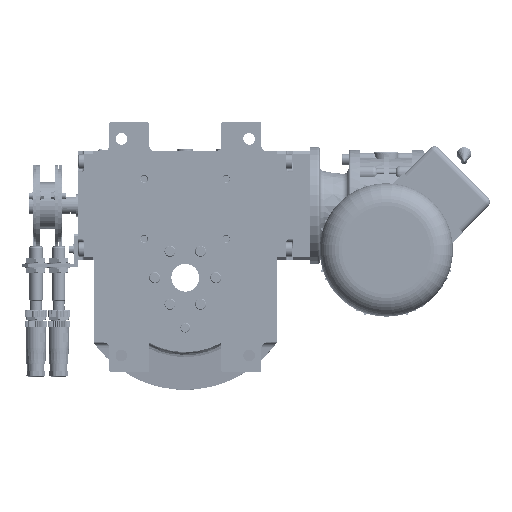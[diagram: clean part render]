
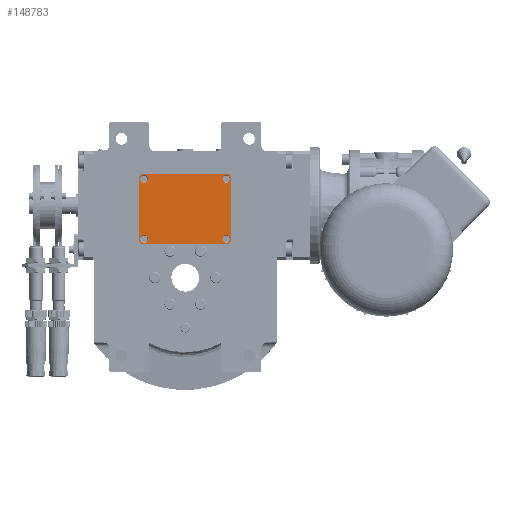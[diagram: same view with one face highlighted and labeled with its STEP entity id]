
A CAD part, front view. The second image highlights one B-rep face of the part: STEP entity #148783.
In plain terms, the highlighted face is planar.
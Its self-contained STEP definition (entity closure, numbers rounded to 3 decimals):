
#2327 = LINE ( 'NONE', #164853, #46910 ) ;
#3530 = DIRECTION ( 'NONE',  ( 0., -1., 0. ) ) ;
#4167 = DIRECTION ( 'NONE',  ( 0.707, 0.707, 0. ) ) ;
#4553 = VECTOR ( 'NONE', #4167, 1000. ) ;
#4635 = CARTESIAN_POINT ( 'NONE',  ( -41.5, -29.5, 3. ) ) ;
#6207 = CARTESIAN_POINT ( 'NONE',  ( 37., 27., 3. ) ) ;
#7731 = ORIENTED_EDGE ( 'NONE', *, *, #91662, .F. ) ;
#10102 = ORIENTED_EDGE ( 'NONE', *, *, #11522, .T. ) ;
#11522 = EDGE_CURVE ( 'NONE', #131639, #122499, #2327, .T. ) ;
#15025 = CARTESIAN_POINT ( 'NONE',  ( 33.5, -27., 3. ) ) ;
#15278 = DIRECTION ( 'NONE',  ( 0., 0., 1. ) ) ;
#15505 = DIRECTION ( 'NONE',  ( -1., 0., 0. ) ) ;
#15609 = LINE ( 'NONE', #135751, #111635 ) ;
#15728 = CARTESIAN_POINT ( 'NONE',  ( -33.5, -27., 3. ) ) ;
#15749 = VERTEX_POINT ( 'NONE', #80171 ) ;
#16139 = AXIS2_PLACEMENT_3D ( 'NONE', #136290, #15278, #69137 ) ;
#16480 = VERTEX_POINT ( 'NONE', #160595 ) ;
#17195 = EDGE_CURVE ( 'NONE', #147636, #169550, #133290, .T. ) ;
#17904 = ORIENTED_EDGE ( 'NONE', *, *, #50349, .T. ) ;
#18714 = ORIENTED_EDGE ( 'NONE', *, *, #123611, .T. ) ;
#19071 = VECTOR ( 'NONE', #89158, 1000. ) ;
#21657 = ORIENTED_EDGE ( 'NONE', *, *, #22069, .T. ) ;
#22069 = EDGE_CURVE ( 'NONE', #15749, #47331, #15609, .T. ) ;
#22079 = EDGE_CURVE ( 'NONE', #44389, #82683, #145588, .T. ) ;
#23730 = CARTESIAN_POINT ( 'NONE',  ( -39.5, 31.5, 3. ) ) ;
#25134 = CIRCLE ( 'NONE', #174666, 3.5 ) ;
#26451 = CARTESIAN_POINT ( 'NONE',  ( -37., 27., 3. ) ) ;
#27221 = DIRECTION ( 'NONE',  ( 0., 1., 0. ) ) ;
#27950 = EDGE_CURVE ( 'NONE', #82683, #44389, #25134, .T. ) ;
#28170 = FACE_BOUND ( 'NONE', #54532, .T. ) ;
#29575 = ORIENTED_EDGE ( 'NONE', *, *, #132417, .F. ) ;
#29642 = DIRECTION ( 'NONE',  ( 0., 0., 1. ) ) ;
#39609 = AXIS2_PLACEMENT_3D ( 'NONE', #96136, #174814, #148300 ) ;
#41379 = VERTEX_POINT ( 'NONE', #84542 ) ;
#41471 = EDGE_CURVE ( 'NONE', #123205, #137464, #90747, .T. ) ;
#42264 = PLANE ( 'NONE',  #39609 ) ;
#43690 = AXIS2_PLACEMENT_3D ( 'NONE', #26451, #54673, #174829 ) ;
#44389 = VERTEX_POINT ( 'NONE', #124495 ) ;
#45204 = VERTEX_POINT ( 'NONE', #56733 ) ;
#46546 = CARTESIAN_POINT ( 'NONE',  ( 33.5, 27., 3. ) ) ;
#46767 = LINE ( 'NONE', #60024, #132307 ) ;
#46910 = VECTOR ( 'NONE', #110947, 1000. ) ;
#47096 = ORIENTED_EDGE ( 'NONE', *, *, #126407, .F. ) ;
#47331 = VERTEX_POINT ( 'NONE', #23730 ) ;
#47564 = DIRECTION ( 'NONE',  ( 1., 0., 0. ) ) ;
#49728 = EDGE_CURVE ( 'NONE', #45204, #84286, #137457, .T. ) ;
#50349 = EDGE_CURVE ( 'NONE', #47331, #69045, #171305, .T. ) ;
#50772 = ORIENTED_EDGE ( 'NONE', *, *, #27950, .F. ) ;
#54532 = EDGE_LOOP ( 'NONE', ( #63937, #50772 ) ) ;
#54673 = DIRECTION ( 'NONE',  ( 0., 0., 1. ) ) ;
#55811 = EDGE_LOOP ( 'NONE', ( #56614, #29575 ) ) ;
#56392 = FACE_BOUND ( 'NONE', #93407, .T. ) ;
#56614 = ORIENTED_EDGE ( 'NONE', *, *, #17195, .F. ) ;
#56733 = CARTESIAN_POINT ( 'NONE',  ( -33.5, 27., 3. ) ) ;
#57114 = DIRECTION ( 'NONE',  ( -1., 0., 0. ) ) ;
#60024 = CARTESIAN_POINT ( 'NONE',  ( -41.5, 29.5, 3. ) ) ;
#60027 = CIRCLE ( 'NONE', #85511, 3.5 ) ;
#63937 = ORIENTED_EDGE ( 'NONE', *, *, #22079, .F. ) ;
#69045 = VERTEX_POINT ( 'NONE', #127373 ) ;
#69137 = DIRECTION ( 'NONE',  ( 1., 0., 0. ) ) ;
#69520 = EDGE_CURVE ( 'NONE', #122499, #41379, #114685, .T. ) ;
#69549 = LINE ( 'NONE', #125175, #4553 ) ;
#72957 = DIRECTION ( 'NONE',  ( -0.707, 0.707, 0. ) ) ;
#75851 = EDGE_LOOP ( 'NONE', ( #93212, #112491, #21657, #17904, #92123, #10102, #106651, #18714 ) ) ;
#77383 = CARTESIAN_POINT ( 'NONE',  ( 37., 27., 3. ) ) ;
#77876 = CARTESIAN_POINT ( 'NONE',  ( -40.5, -27., 3. ) ) ;
#80171 = CARTESIAN_POINT ( 'NONE',  ( 39.5, 31.5, 3. ) ) ;
#81008 = VECTOR ( 'NONE', #27221, 1000. ) ;
#81072 = LINE ( 'NONE', #101693, #81008 ) ;
#82683 = VERTEX_POINT ( 'NONE', #15025 ) ;
#84286 = VERTEX_POINT ( 'NONE', #159769 ) ;
#84329 = DIRECTION ( 'NONE',  ( 1., 0., 0. ) ) ;
#84542 = CARTESIAN_POINT ( 'NONE',  ( 39.5, -31.5, 3. ) ) ;
#85511 = AXIS2_PLACEMENT_3D ( 'NONE', #166736, #136710, #96087 ) ;
#85875 = CARTESIAN_POINT ( 'NONE',  ( 41.5, 29.5, 3. ) ) ;
#86077 = CARTESIAN_POINT ( 'NONE',  ( -37., -27., 3. ) ) ;
#89158 = DIRECTION ( 'NONE',  ( -0.707, -0.707, 0. ) ) ;
#89756 = DIRECTION ( 'NONE',  ( 1., 0., 0. ) ) ;
#90747 = CIRCLE ( 'NONE', #155580, 3.5 ) ;
#91662 = EDGE_CURVE ( 'NONE', #84286, #45204, #150870, .T. ) ;
#92123 = ORIENTED_EDGE ( 'NONE', *, *, #171863, .T. ) ;
#92279 = CIRCLE ( 'NONE', #160000, 3.5 ) ;
#93212 = ORIENTED_EDGE ( 'NONE', *, *, #107528, .T. ) ;
#93407 = EDGE_LOOP ( 'NONE', ( #103423, #47096 ) ) ;
#95019 = CARTESIAN_POINT ( 'NONE',  ( 37., -27., 3. ) ) ;
#96087 = DIRECTION ( 'NONE',  ( -1., 0., 0. ) ) ;
#96136 = CARTESIAN_POINT ( 'NONE',  ( 0., 0., 3. ) ) ;
#97005 = FACE_BOUND ( 'NONE', #55811, .T. ) ;
#97734 = CARTESIAN_POINT ( 'NONE',  ( 37., -27., 3. ) ) ;
#98082 = DIRECTION ( 'NONE',  ( -1., 0., 0. ) ) ;
#101059 = DIRECTION ( 'NONE',  ( 0., 0., 1. ) ) ;
#101693 = CARTESIAN_POINT ( 'NONE',  ( 41.5, -29.5, 3. ) ) ;
#103423 = ORIENTED_EDGE ( 'NONE', *, *, #41471, .F. ) ;
#106651 = ORIENTED_EDGE ( 'NONE', *, *, #69520, .T. ) ;
#107528 = EDGE_CURVE ( 'NONE', #16480, #168226, #81072, .T. ) ;
#108514 = FACE_BOUND ( 'NONE', #148543, .T. ) ;
#110947 = DIRECTION ( 'NONE',  ( 0.707, -0.707, 0. ) ) ;
#111635 = VECTOR ( 'NONE', #57114, 1000. ) ;
#111834 = DIRECTION ( 'NONE',  ( 1., 0., 0. ) ) ;
#112491 = ORIENTED_EDGE ( 'NONE', *, *, #113275, .T. ) ;
#113275 = EDGE_CURVE ( 'NONE', #168226, #15749, #134885, .T. ) ;
#114541 = AXIS2_PLACEMENT_3D ( 'NONE', #97734, #151610, #111834 ) ;
#114685 = LINE ( 'NONE', #168586, #160910 ) ;
#122499 = VERTEX_POINT ( 'NONE', #161656 ) ;
#123205 = VERTEX_POINT ( 'NONE', #165579 ) ;
#123611 = EDGE_CURVE ( 'NONE', #41379, #16480, #69549, .T. ) ;
#124495 = CARTESIAN_POINT ( 'NONE',  ( 40.5, -27., 3. ) ) ;
#124723 = ORIENTED_EDGE ( 'NONE', *, *, #49728, .F. ) ;
#125175 = CARTESIAN_POINT ( 'NONE',  ( 39.5, -31.5, 3. ) ) ;
#126407 = EDGE_CURVE ( 'NONE', #137464, #123205, #92279, .T. ) ;
#127373 = CARTESIAN_POINT ( 'NONE',  ( -41.5, 29.5, 3. ) ) ;
#131639 = VERTEX_POINT ( 'NONE', #4635 ) ;
#132307 = VECTOR ( 'NONE', #3530, 1000. ) ;
#132417 = EDGE_CURVE ( 'NONE', #169550, #147636, #60027, .T. ) ;
#133290 = CIRCLE ( 'NONE', #155848, 3.5 ) ;
#134885 = LINE ( 'NONE', #139239, #173165 ) ;
#135751 = CARTESIAN_POINT ( 'NONE',  ( 39.5, 31.5, 3. ) ) ;
#136290 = CARTESIAN_POINT ( 'NONE',  ( -37., 27., 3. ) ) ;
#136710 = DIRECTION ( 'NONE',  ( 0., 0., 1. ) ) ;
#137457 = CIRCLE ( 'NONE', #16139, 3.5 ) ;
#137464 = VERTEX_POINT ( 'NONE', #46546 ) ;
#139239 = CARTESIAN_POINT ( 'NONE',  ( 41.5, 29.5, 3. ) ) ;
#145588 = CIRCLE ( 'NONE', #114541, 3.5 ) ;
#146263 = DIRECTION ( 'NONE',  ( 0., 0., 1. ) ) ;
#147636 = VERTEX_POINT ( 'NONE', #15728 ) ;
#148300 = DIRECTION ( 'NONE',  ( 1., 0., 0. ) ) ;
#148543 = EDGE_LOOP ( 'NONE', ( #124723, #7731 ) ) ;
#148783 = ADVANCED_FACE ( 'NONE', ( #150879, #56392, #108514, #28170, #97005 ), #42264, .T. ) ;
#150870 = CIRCLE ( 'NONE', #43690, 3.5 ) ;
#150879 = FACE_OUTER_BOUND ( 'NONE', #75851, .T. ) ;
#151610 = DIRECTION ( 'NONE',  ( 0., 0., 1. ) ) ;
#155580 = AXIS2_PLACEMENT_3D ( 'NONE', #77383, #146263, #89756 ) ;
#155848 = AXIS2_PLACEMENT_3D ( 'NONE', #86077, #101059, #84329 ) ;
#159769 = CARTESIAN_POINT ( 'NONE',  ( -40.5, 27., 3. ) ) ;
#160000 = AXIS2_PLACEMENT_3D ( 'NONE', #6207, #167836, #98082 ) ;
#160595 = CARTESIAN_POINT ( 'NONE',  ( 41.5, -29.5, 3. ) ) ;
#160910 = VECTOR ( 'NONE', #47564, 1000. ) ;
#161656 = CARTESIAN_POINT ( 'NONE',  ( -39.5, -31.5, 3. ) ) ;
#164853 = CARTESIAN_POINT ( 'NONE',  ( -41.5, -29.5, 3. ) ) ;
#165579 = CARTESIAN_POINT ( 'NONE',  ( 40.5, 27., 3. ) ) ;
#166736 = CARTESIAN_POINT ( 'NONE',  ( -37., -27., 3. ) ) ;
#167836 = DIRECTION ( 'NONE',  ( 0., 0., 1. ) ) ;
#168226 = VERTEX_POINT ( 'NONE', #85875 ) ;
#168586 = CARTESIAN_POINT ( 'NONE',  ( -39.5, -31.5, 3. ) ) ;
#169550 = VERTEX_POINT ( 'NONE', #77876 ) ;
#169571 = CARTESIAN_POINT ( 'NONE',  ( -39.5, 31.5, 3. ) ) ;
#171305 = LINE ( 'NONE', #169571, #19071 ) ;
#171863 = EDGE_CURVE ( 'NONE', #69045, #131639, #46767, .T. ) ;
#173165 = VECTOR ( 'NONE', #72957, 1000. ) ;
#174666 = AXIS2_PLACEMENT_3D ( 'NONE', #95019, #29642, #15505 ) ;
#174814 = DIRECTION ( 'NONE',  ( 0., 0., 1. ) ) ;
#174829 = DIRECTION ( 'NONE',  ( -1., 0., 0. ) ) ;
